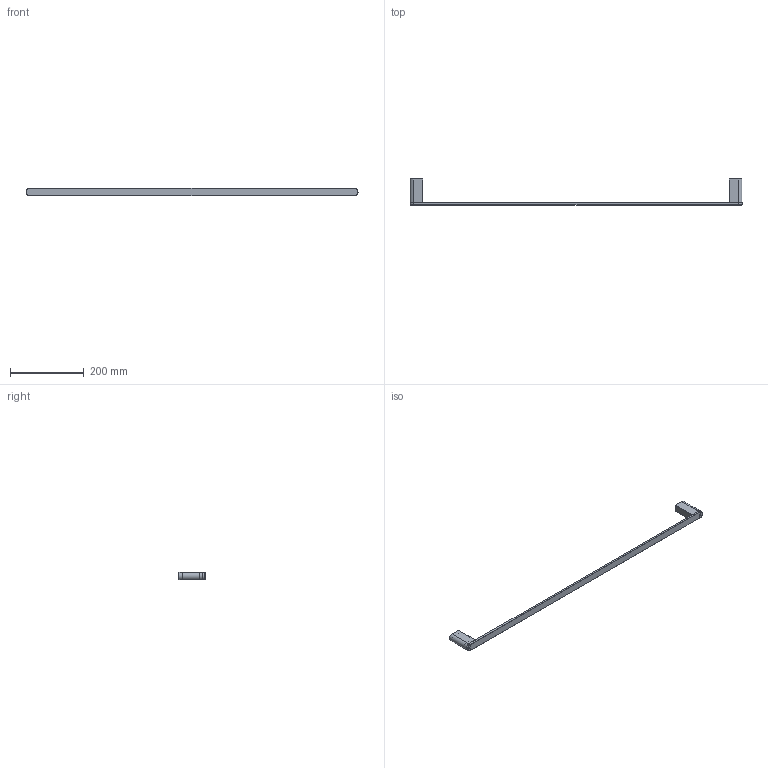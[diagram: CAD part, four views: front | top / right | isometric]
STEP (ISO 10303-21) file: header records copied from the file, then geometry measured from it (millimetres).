
FILE_DESCRIPTION(/* description */ (''),/* implementation_level */ '2;1');
FILE_NAME(/* name */ 'STEP - Mizu Soothe Single Towel Rail 900mm',/* time_stamp */ '2025-08-18T14:02:32+10:00',/* author */ (''),/* organization */ (''),/* preprocessor_version */ 'ST-DEVELOPER v16.5',/* originating_system */ 'Rhino 7.37',/* authorisation */ '');
FILE_SCHEMA (('AUTOMOTIVE_DESIGN'));
Length unit declared in the file: millimetre
Products named in the file (1): Document
Bounding box: 900 x 70.5 x 20 mm (x, y, z)
Volume: 144044.3 mm3; surface area: 80500.9 mm2
Topology: 17 solids, 25 shells, 411 faces, 1025 edges, 662 vertices
Faces by surface type: plane 158, bspline 135, cylinder 118
Entity records: 17406 total; most frequent: CARTESIAN_POINT 10419, ORIENTED_EDGE 2002, EDGE_CURVE 1021, B_SPLINE_CURVE_WITH_KNOTS 726, VERTEX_POINT 662, EDGE_LOOP 457, ADVANCED_FACE 411, FACE_OUTER_BOUND 411
